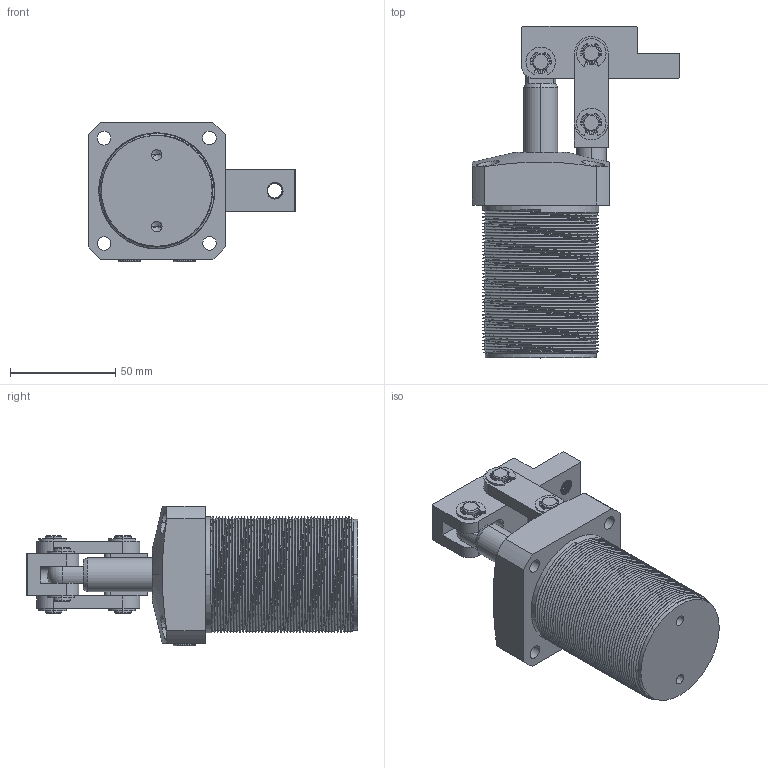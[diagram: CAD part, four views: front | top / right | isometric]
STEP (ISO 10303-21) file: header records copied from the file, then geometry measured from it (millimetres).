
FILE_DESCRIPTION (( 'STEP AP203' ), '1' );
FILE_NAME ('CPLCU-40L.STEP', '2019-04-20T03:20:09', ( 'User' ), ( 'china' ), 'SwSTEP 2.0', 'SolidWorks 2018', '' );
FILE_SCHEMA (( 'CONFIG_CONTROL_DESIGN' ));
Length unit declared in the file: millimetre
Products named in the file (12): 1-802黑芛_1; CPLCU-40-05; M4 x 4-S; CPLCU040活塞杆; CPLCU040L掛极; CPLCU-40-01; CPLCU-40L; CPLCU-40-02; CPLCU-40-08; CPLCU-40-03; CPLCU-40-04; LHC01D-40-08
Assembly tree (24 placements, depth 2):
  CPLCU-40L
    CPLCU-40-05
    CPLCU040活塞杆
    CPLCU-40-01
    CPLCU-40-02  x2
    CPLCU-40-08  x6
    CPLCU-40-03
    CPLCU-40-04  x2
    LHC01D-40-08  x6
    1-802黑芛_1  x2
    M4 x 4-S
    CPLCU040L掛极
Bounding box: 98.52 x 157.5 x 66.26 mm (x, y, z)
Volume: 262243 mm3; surface area: 83120.4 mm2
Topology: 24 solids, 25 shells, 870 faces, 2577 edges, 1783 vertices
Faces by surface type: cylinder 439, cone 185, plane 162, bspline 63, torus 20, sphere 1
Entity records: 64174 total; most frequent: CARTESIAN_POINT 46867, ORIENTED_EDGE 3882, DIRECTION 2447, EDGE_CURVE 1941, VERTEX_POINT 1381, B_SPLINE_CURVE_WITH_KNOTS 1020, AXIS2_PLACEMENT_3D 948, EDGE_LOOP 672
